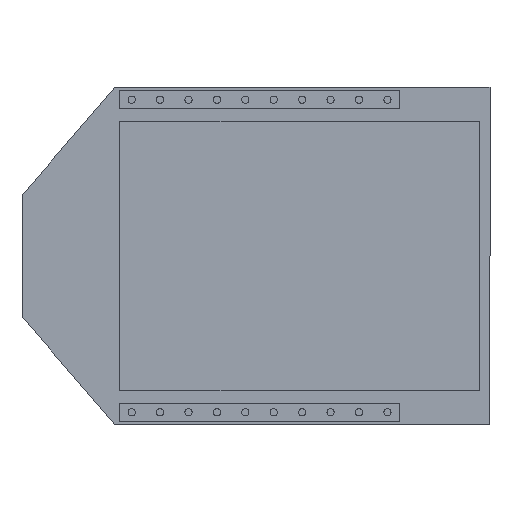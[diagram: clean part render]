
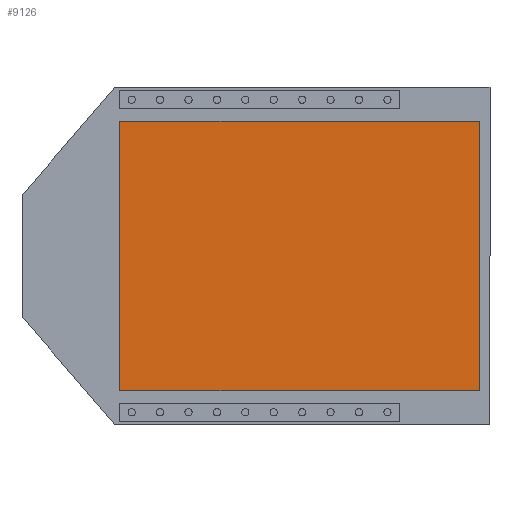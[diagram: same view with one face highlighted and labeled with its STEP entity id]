
A CAD part, front view. The second image highlights one B-rep face of the part: STEP entity #9126.
In plain terms, the highlighted planar face has unit normal (0, -1, 0).
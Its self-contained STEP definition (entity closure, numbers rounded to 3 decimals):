
#111 = EDGE_CURVE ( 'NONE', #1611, #6724, #2792, .T. ) ;
#245 = CARTESIAN_POINT ( 'NONE',  ( 19.398, -2., 9.48 ) ) ;
#399 = VECTOR ( 'NONE', #9785, 1000. ) ;
#563 = DIRECTION ( 'NONE',  ( 0., 0., -1. ) ) ;
#1240 = PLANE ( 'NONE',  #2213 ) ;
#1367 = EDGE_LOOP ( 'NONE', ( #10960, #2610, #6636, #6324 ) ) ;
#1456 = VECTOR ( 'NONE', #7022, 1000. ) ;
#1524 = CARTESIAN_POINT ( 'NONE',  ( 19.398, -2., -9.48 ) ) ;
#1611 = VERTEX_POINT ( 'NONE', #10732 ) ;
#1822 = VERTEX_POINT ( 'NONE', #3572 ) ;
#1849 = LINE ( 'NONE', #1964, #7039 ) ;
#1964 = CARTESIAN_POINT ( 'NONE',  ( 19.398, -2., -9.48 ) ) ;
#2213 = AXIS2_PLACEMENT_3D ( 'NONE', #10584, #2911, #563 ) ;
#2610 = ORIENTED_EDGE ( 'NONE', *, *, #4721, .T. ) ;
#2705 = LINE ( 'NONE', #245, #3016 ) ;
#2741 = EDGE_CURVE ( 'NONE', #1822, #3118, #1849, .T. ) ;
#2792 = LINE ( 'NONE', #10521, #1456 ) ;
#2911 = DIRECTION ( 'NONE',  ( 0., -1., 0. ) ) ;
#3016 = VECTOR ( 'NONE', #8672, 1000. ) ;
#3118 = VERTEX_POINT ( 'NONE', #10346 ) ;
#3496 = DIRECTION ( 'NONE',  ( 0., 0., 1. ) ) ;
#3572 = CARTESIAN_POINT ( 'NONE',  ( 19.398, -2., -9.48 ) ) ;
#4721 = EDGE_CURVE ( 'NONE', #6724, #1822, #5716, .T. ) ;
#5716 = LINE ( 'NONE', #1524, #399 ) ;
#6324 = ORIENTED_EDGE ( 'NONE', *, *, #8594, .T. ) ;
#6636 = ORIENTED_EDGE ( 'NONE', *, *, #2741, .T. ) ;
#6724 = VERTEX_POINT ( 'NONE', #7627 ) ;
#7022 = DIRECTION ( 'NONE',  ( 0., 0., -1. ) ) ;
#7039 = VECTOR ( 'NONE', #3496, 1000. ) ;
#7201 = FACE_OUTER_BOUND ( 'NONE', #1367, .T. ) ;
#7627 = CARTESIAN_POINT ( 'NONE',  ( -5.903, -2., -9.48 ) ) ;
#8594 = EDGE_CURVE ( 'NONE', #3118, #1611, #2705, .T. ) ;
#8672 = DIRECTION ( 'NONE',  ( -1., 0., 0. ) ) ;
#9126 = ADVANCED_FACE ( 'NONE', ( #7201 ), #1240, .T. ) ;
#9785 = DIRECTION ( 'NONE',  ( 1., 0., 0. ) ) ;
#10346 = CARTESIAN_POINT ( 'NONE',  ( 19.398, -2., 9.48 ) ) ;
#10521 = CARTESIAN_POINT ( 'NONE',  ( -5.903, -2., -9.48 ) ) ;
#10584 = CARTESIAN_POINT ( 'NONE',  ( 0., -2., 0. ) ) ;
#10732 = CARTESIAN_POINT ( 'NONE',  ( -5.903, -2., 9.48 ) ) ;
#10960 = ORIENTED_EDGE ( 'NONE', *, *, #111, .T. ) ;
